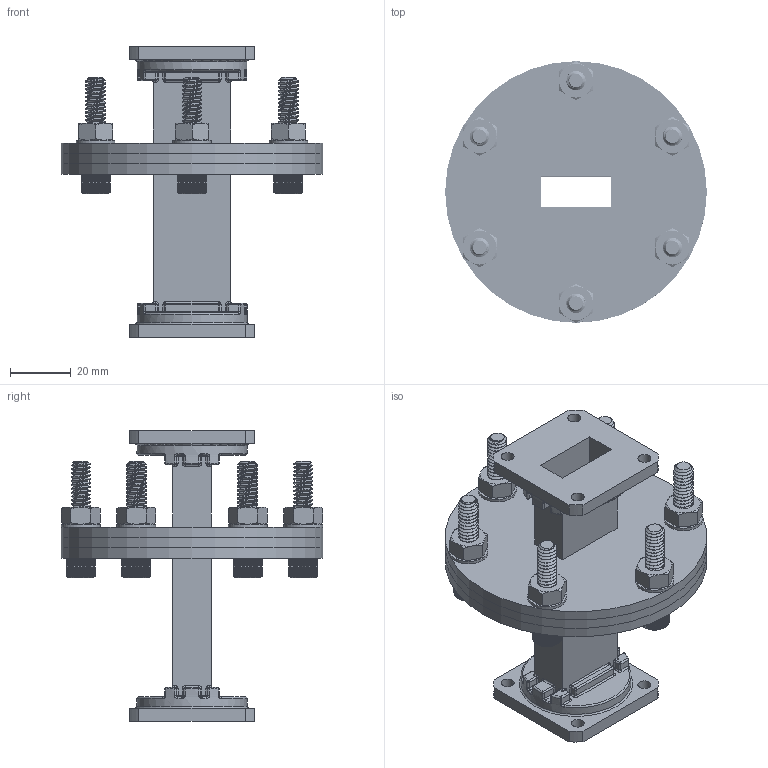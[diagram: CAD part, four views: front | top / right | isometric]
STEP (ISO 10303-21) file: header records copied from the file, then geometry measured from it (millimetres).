
FILE_DESCRIPTION (( 'STEP AP203' ), '1' );
FILE_NAME ('FMWAD5014_3D.step', '2020-08-12T18:06:33', ( '' ), ( '' ), 'SwSTEP 2.0', 'SolidWorks 2018', '' );
FILE_SCHEMA (( 'CONFIG_CONTROL_DESIGN' ));
Length unit declared in the file: inch
Products named in the file (1): FMWAD5014_3D
Bounding box: 85.85 x 85.86 x 95.25 mm (x, y, z)
Volume: 82913.9 mm3; surface area: 64814.2 mm2
Topology: 21 solids, 21 shells, 1912 faces, 4376 edges, 2446 vertices
Faces by surface type: plane 946, cone 492, cylinder 270, torus 78, sphere 72, bspline 54
Full cylindrical faces by diameter (mm): 4.293 x8, 6.502 x18, 6.604 x6, 12.7 x6, 36.116 x2, 53.975 x1, 85.852 x3
Entity records: 75165 total; most frequent: CARTESIAN_POINT 36223, ORIENTED_EDGE 8456, DIRECTION 7314, EDGE_CURVE 4228, AXIS2_PLACEMENT_3D 3007, VERTEX_POINT 2432, EDGE_LOOP 2068, FACE_OUTER_BOUND 1958
